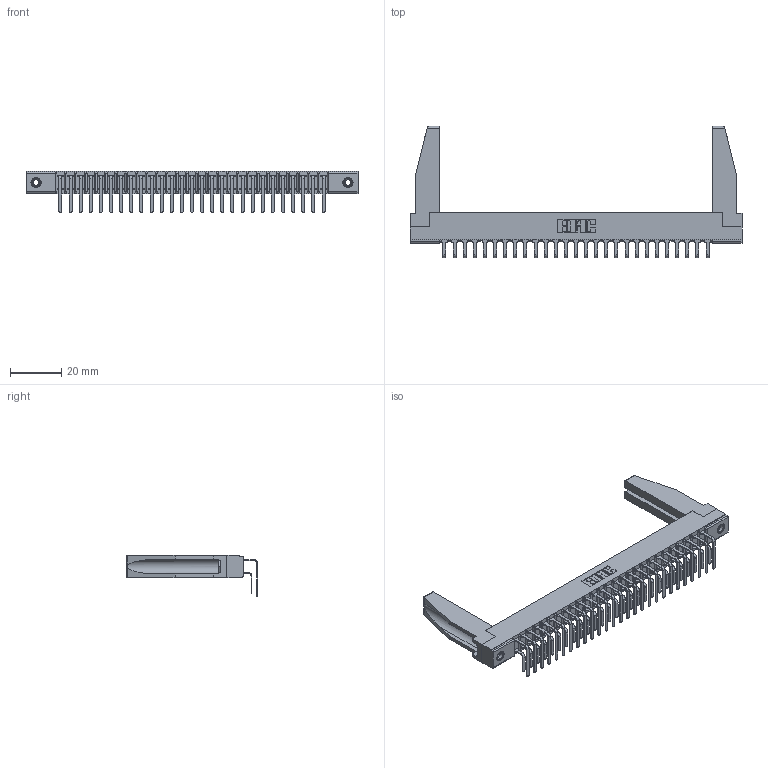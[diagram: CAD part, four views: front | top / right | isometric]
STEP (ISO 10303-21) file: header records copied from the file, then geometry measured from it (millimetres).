
FILE_DESCRIPTION (( 'STEP AP203' ), '1' );
FILE_NAME ('357-027-459-178.STEP', '2020-10-01T19:14:18', ( '' ), ( '' ), 'SwSTEP 2.0', 'SolidWorks 2020', '' );
FILE_SCHEMA (( 'CONFIG_CONTROL_DESIGN' ));
Length unit declared in the file: inch
Products named in the file (6): 307 Part_.156 Dia Mounting Holes; 345-250-001_345-250-001-102; 307-290-001_559 - 2 (Single); 357-027-459-178; 307-290-001_558 559 - 1 (Single); 307-220-078
Assembly tree (59 placements, depth 2):
  357-027-459-178
    307 Part_.156 Dia Mounting Holes
    307-290-001_558 559 - 1 (Single)  x27
    307-290-001_559 - 2 (Single)  x27
    307-220-078  x2
    345-250-001_345-250-001-102  x2
Bounding box: 130 x 51.4 x 16.08 mm (x, y, z)
Volume: 12735.4 mm3; surface area: 20873 mm2
Topology: 59 solids, 59 shells, 2976 faces, 8321 edges, 5390 vertices
Faces by surface type: plane 1936, cylinder 968, sphere 56, cone 12, torus 4
Entity records: 29746 total; most frequent: CARTESIAN_POINT 4883, ORIENTED_EDGE 4796, DIRECTION 4742, EDGE_CURVE 2398, VECTOR 1836, LINE 1836, VERTEX_POINT 1552, AXIS2_PLACEMENT_3D 1453
